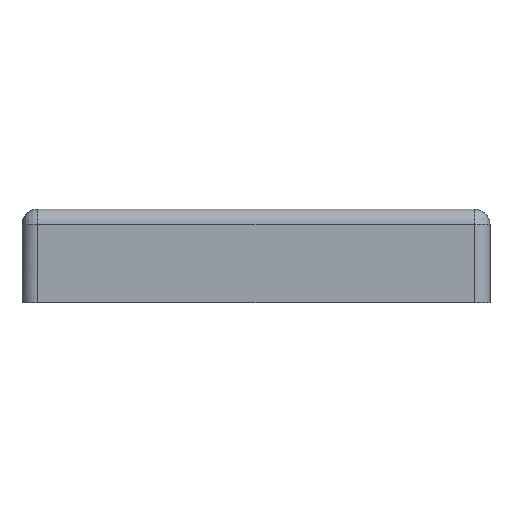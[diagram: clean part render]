
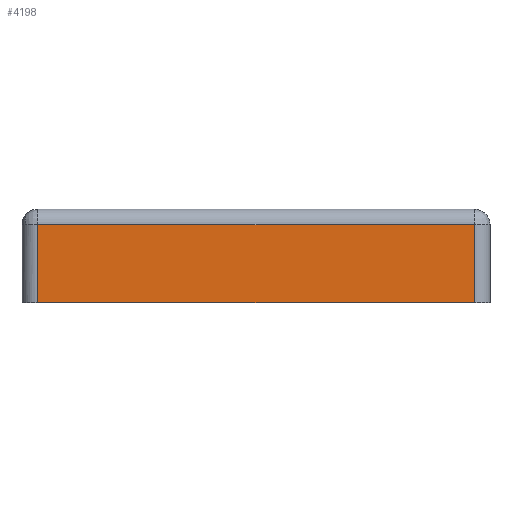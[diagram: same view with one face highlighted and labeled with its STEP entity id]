
A CAD part, front view. The second image highlights one B-rep face of the part: STEP entity #4198.
In plain terms, the highlighted planar face has unit normal (0, -1, 0).
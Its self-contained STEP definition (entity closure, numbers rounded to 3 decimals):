
#23 = EDGE_CURVE ( 'NONE', #6210, #7015, #498, .T. ) ;
#29 = VECTOR ( 'NONE', #2573, 1000. ) ;
#62 = ORIENTED_EDGE ( 'NONE', *, *, #5343, .F. ) ;
#118 = DIRECTION ( 'NONE',  ( 0., 1., 0. ) ) ;
#381 = VERTEX_POINT ( 'NONE', #2824 ) ;
#453 = EDGE_CURVE ( 'NONE', #381, #8131, #5806, .T. ) ;
#498 = LINE ( 'NONE', #2700, #29 ) ;
#623 = CARTESIAN_POINT ( 'NONE',  ( -30., -30., 0. ) ) ;
#1002 = CARTESIAN_POINT ( 'NONE',  ( 30., -30., 10. ) ) ;
#1937 = VECTOR ( 'NONE', #2459, 1000. ) ;
#1959 = CARTESIAN_POINT ( 'NONE',  ( 28., -30., 0. ) ) ;
#2459 = DIRECTION ( 'NONE',  ( 0., 0., -1. ) ) ;
#2523 = ORIENTED_EDGE ( 'NONE', *, *, #453, .F. ) ;
#2573 = DIRECTION ( 'NONE',  ( 0., 0., 1. ) ) ;
#2631 = ORIENTED_EDGE ( 'NONE', *, *, #4594, .F. ) ;
#2700 = CARTESIAN_POINT ( 'NONE',  ( -28., -30., 12. ) ) ;
#2824 = CARTESIAN_POINT ( 'NONE',  ( 28., -30., 10. ) ) ;
#3506 = AXIS2_PLACEMENT_3D ( 'NONE', #4502, #118, #5207 ) ;
#3519 = DIRECTION ( 'NONE',  ( -1., 0., 0. ) ) ;
#3991 = CARTESIAN_POINT ( 'NONE',  ( 28., -30., 12. ) ) ;
#4198 = ADVANCED_FACE ( 'NONE', ( #5880 ), #8783, .F. ) ;
#4502 = CARTESIAN_POINT ( 'NONE',  ( -30., -30., 12. ) ) ;
#4594 = EDGE_CURVE ( 'NONE', #8131, #6210, #5633, .T. ) ;
#4914 = CARTESIAN_POINT ( 'NONE',  ( -28., -30., 10. ) ) ;
#4946 = CARTESIAN_POINT ( 'NONE',  ( -28., -30., 0. ) ) ;
#5120 = VECTOR ( 'NONE', #6095, 1000. ) ;
#5207 = DIRECTION ( 'NONE',  ( 0., 0., 1. ) ) ;
#5343 = EDGE_CURVE ( 'NONE', #7015, #381, #7054, .T. ) ;
#5409 = VECTOR ( 'NONE', #3519, 1000. ) ;
#5633 = LINE ( 'NONE', #623, #5409 ) ;
#5806 = LINE ( 'NONE', #3991, #1937 ) ;
#5880 = FACE_OUTER_BOUND ( 'NONE', #8684, .T. ) ;
#6095 = DIRECTION ( 'NONE',  ( 1., 0., 0. ) ) ;
#6210 = VERTEX_POINT ( 'NONE', #4946 ) ;
#6391 = ORIENTED_EDGE ( 'NONE', *, *, #23, .F. ) ;
#7015 = VERTEX_POINT ( 'NONE', #4914 ) ;
#7054 = LINE ( 'NONE', #1002, #5120 ) ;
#8131 = VERTEX_POINT ( 'NONE', #1959 ) ;
#8684 = EDGE_LOOP ( 'NONE', ( #62, #6391, #2631, #2523 ) ) ;
#8783 = PLANE ( 'NONE',  #3506 ) ;
